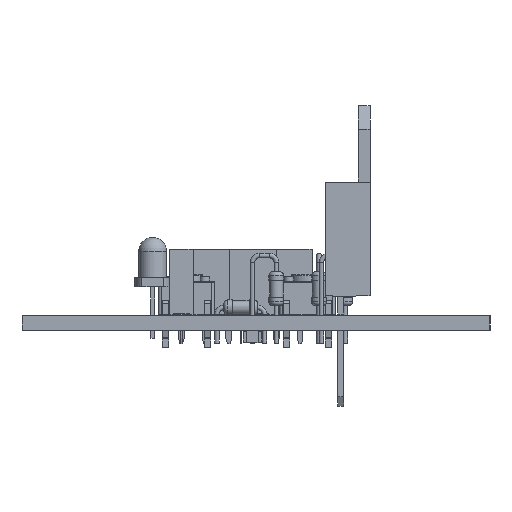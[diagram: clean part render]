
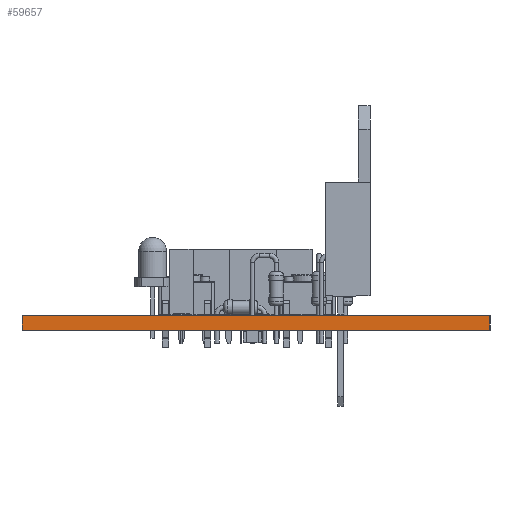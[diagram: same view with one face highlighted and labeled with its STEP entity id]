
A CAD part, left-side view. The second image highlights one B-rep face of the part: STEP entity #59657.
In plain terms, the highlighted planar face has unit normal (-1, 0, 0).
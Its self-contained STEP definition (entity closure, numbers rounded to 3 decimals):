
#59476 = PLANE('',#59477);
#59477 = AXIS2_PLACEMENT_3D('',#59478,#59479,#59480);
#59478 = CARTESIAN_POINT('',(0.,50.,0.));
#59479 = DIRECTION('',(0.,-1.,0.));
#59480 = DIRECTION('',(-1.,0.,0.));
#59501 = VERTEX_POINT('',#59502);
#59502 = CARTESIAN_POINT('',(-80.,50.,1.6));
#59516 = PLANE('',#59517);
#59517 = AXIS2_PLACEMENT_3D('',#59518,#59519,#59520);
#59518 = CARTESIAN_POINT('',(0.,50.,1.6));
#59519 = DIRECTION('',(0.,0.,-1.));
#59520 = DIRECTION('',(-1.,0.,0.));
#59528 = EDGE_CURVE('',#59529,#59501,#59531,.T.);
#59529 = VERTEX_POINT('',#59530);
#59530 = CARTESIAN_POINT('',(-80.,50.,0.));
#59531 = SURFACE_CURVE('',#59532,(#59536,#59543),.PCURVE_S1.);
#59532 = LINE('',#59533,#59534);
#59533 = CARTESIAN_POINT('',(-80.,50.,0.));
#59534 = VECTOR('',#59535,1.);
#59535 = DIRECTION('',(0.,0.,1.));
#59536 = PCURVE('',#59476,#59537);
#59537 = DEFINITIONAL_REPRESENTATION('',(#59538),#59542);
#59538 = LINE('',#59539,#59540);
#59539 = CARTESIAN_POINT('',(80.,0.));
#59540 = VECTOR('',#59541,1.);
#59541 = DIRECTION('',(0.,-1.));
#59542 = ( GEOMETRIC_REPRESENTATION_CONTEXT(2) 
PARAMETRIC_REPRESENTATION_CONTEXT() REPRESENTATION_CONTEXT('2D SPACE',''
  ) );
#59543 = PCURVE('',#59544,#59549);
#59544 = PLANE('',#59545);
#59545 = AXIS2_PLACEMENT_3D('',#59546,#59547,#59548);
#59546 = CARTESIAN_POINT('',(-80.,50.,0.));
#59547 = DIRECTION('',(1.,0.,0.));
#59548 = DIRECTION('',(0.,-1.,0.));
#59549 = DEFINITIONAL_REPRESENTATION('',(#59550),#59554);
#59550 = LINE('',#59551,#59552);
#59551 = CARTESIAN_POINT('',(0.,0.));
#59552 = VECTOR('',#59553,1.);
#59553 = DIRECTION('',(0.,-1.));
#59554 = ( GEOMETRIC_REPRESENTATION_CONTEXT(2) 
PARAMETRIC_REPRESENTATION_CONTEXT() REPRESENTATION_CONTEXT('2D SPACE',''
  ) );
#59570 = PLANE('',#59571);
#59571 = AXIS2_PLACEMENT_3D('',#59572,#59573,#59574);
#59572 = CARTESIAN_POINT('',(0.,50.,0.));
#59573 = DIRECTION('',(0.,0.,-1.));
#59574 = DIRECTION('',(-1.,0.,0.));
#59603 = PLANE('',#59604);
#59604 = AXIS2_PLACEMENT_3D('',#59605,#59606,#59607);
#59605 = CARTESIAN_POINT('',(-80.,0.,0.));
#59606 = DIRECTION('',(0.,1.,0.));
#59607 = DIRECTION('',(1.,0.,0.));
#59657 = ADVANCED_FACE('',(#59658),#59544,.F.);
#59658 = FACE_BOUND('',#59659,.F.);
#59659 = EDGE_LOOP('',(#59660,#59661,#59684,#59707));
#59660 = ORIENTED_EDGE('',*,*,#59528,.T.);
#59661 = ORIENTED_EDGE('',*,*,#59662,.T.);
#59662 = EDGE_CURVE('',#59501,#59663,#59665,.T.);
#59663 = VERTEX_POINT('',#59664);
#59664 = CARTESIAN_POINT('',(-80.,0.,1.6));
#59665 = SURFACE_CURVE('',#59666,(#59670,#59677),.PCURVE_S1.);
#59666 = LINE('',#59667,#59668);
#59667 = CARTESIAN_POINT('',(-80.,50.,1.6));
#59668 = VECTOR('',#59669,1.);
#59669 = DIRECTION('',(0.,-1.,0.));
#59670 = PCURVE('',#59544,#59671);
#59671 = DEFINITIONAL_REPRESENTATION('',(#59672),#59676);
#59672 = LINE('',#59673,#59674);
#59673 = CARTESIAN_POINT('',(0.,-1.6));
#59674 = VECTOR('',#59675,1.);
#59675 = DIRECTION('',(1.,0.));
#59676 = ( GEOMETRIC_REPRESENTATION_CONTEXT(2) 
PARAMETRIC_REPRESENTATION_CONTEXT() REPRESENTATION_CONTEXT('2D SPACE',''
  ) );
#59677 = PCURVE('',#59516,#59678);
#59678 = DEFINITIONAL_REPRESENTATION('',(#59679),#59683);
#59679 = LINE('',#59680,#59681);
#59680 = CARTESIAN_POINT('',(80.,0.));
#59681 = VECTOR('',#59682,1.);
#59682 = DIRECTION('',(0.,-1.));
#59683 = ( GEOMETRIC_REPRESENTATION_CONTEXT(2) 
PARAMETRIC_REPRESENTATION_CONTEXT() REPRESENTATION_CONTEXT('2D SPACE',''
  ) );
#59684 = ORIENTED_EDGE('',*,*,#59685,.F.);
#59685 = EDGE_CURVE('',#59686,#59663,#59688,.T.);
#59686 = VERTEX_POINT('',#59687);
#59687 = CARTESIAN_POINT('',(-80.,0.,0.));
#59688 = SURFACE_CURVE('',#59689,(#59693,#59700),.PCURVE_S1.);
#59689 = LINE('',#59690,#59691);
#59690 = CARTESIAN_POINT('',(-80.,0.,0.));
#59691 = VECTOR('',#59692,1.);
#59692 = DIRECTION('',(0.,0.,1.));
#59693 = PCURVE('',#59544,#59694);
#59694 = DEFINITIONAL_REPRESENTATION('',(#59695),#59699);
#59695 = LINE('',#59696,#59697);
#59696 = CARTESIAN_POINT('',(50.,0.));
#59697 = VECTOR('',#59698,1.);
#59698 = DIRECTION('',(0.,-1.));
#59699 = ( GEOMETRIC_REPRESENTATION_CONTEXT(2) 
PARAMETRIC_REPRESENTATION_CONTEXT() REPRESENTATION_CONTEXT('2D SPACE',''
  ) );
#59700 = PCURVE('',#59603,#59701);
#59701 = DEFINITIONAL_REPRESENTATION('',(#59702),#59706);
#59702 = LINE('',#59703,#59704);
#59703 = CARTESIAN_POINT('',(0.,0.));
#59704 = VECTOR('',#59705,1.);
#59705 = DIRECTION('',(0.,-1.));
#59706 = ( GEOMETRIC_REPRESENTATION_CONTEXT(2) 
PARAMETRIC_REPRESENTATION_CONTEXT() REPRESENTATION_CONTEXT('2D SPACE',''
  ) );
#59707 = ORIENTED_EDGE('',*,*,#59708,.F.);
#59708 = EDGE_CURVE('',#59529,#59686,#59709,.T.);
#59709 = SURFACE_CURVE('',#59710,(#59714,#59721),.PCURVE_S1.);
#59710 = LINE('',#59711,#59712);
#59711 = CARTESIAN_POINT('',(-80.,50.,0.));
#59712 = VECTOR('',#59713,1.);
#59713 = DIRECTION('',(0.,-1.,0.));
#59714 = PCURVE('',#59544,#59715);
#59715 = DEFINITIONAL_REPRESENTATION('',(#59716),#59720);
#59716 = LINE('',#59717,#59718);
#59717 = CARTESIAN_POINT('',(0.,0.));
#59718 = VECTOR('',#59719,1.);
#59719 = DIRECTION('',(1.,0.));
#59720 = ( GEOMETRIC_REPRESENTATION_CONTEXT(2) 
PARAMETRIC_REPRESENTATION_CONTEXT() REPRESENTATION_CONTEXT('2D SPACE',''
  ) );
#59721 = PCURVE('',#59570,#59722);
#59722 = DEFINITIONAL_REPRESENTATION('',(#59723),#59727);
#59723 = LINE('',#59724,#59725);
#59724 = CARTESIAN_POINT('',(80.,0.));
#59725 = VECTOR('',#59726,1.);
#59726 = DIRECTION('',(0.,-1.));
#59727 = ( GEOMETRIC_REPRESENTATION_CONTEXT(2) 
PARAMETRIC_REPRESENTATION_CONTEXT() REPRESENTATION_CONTEXT('2D SPACE',''
  ) );
